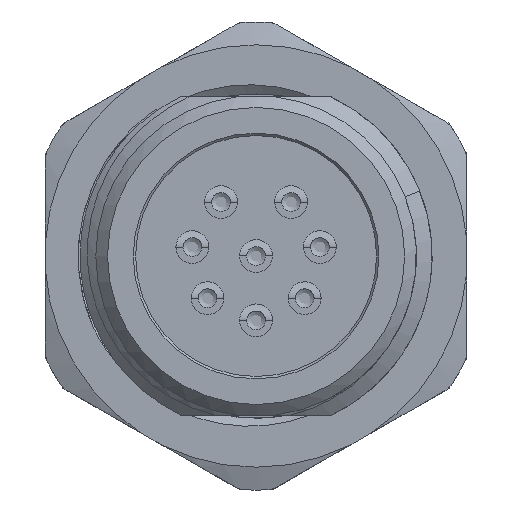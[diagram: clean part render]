
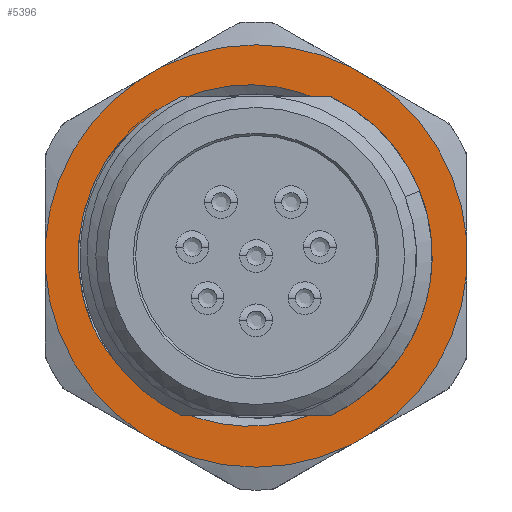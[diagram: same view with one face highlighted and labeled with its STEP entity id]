
A CAD part, left-side view. The second image highlights one B-rep face of the part: STEP entity #5396.
In plain terms, the highlighted planar face has unit normal (-1, 0, 0).
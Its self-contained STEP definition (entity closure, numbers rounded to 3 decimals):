
#357=PLANE('',#6085);
#466=B_SPLINE_CURVE_WITH_KNOTS('',3,(#20591,#20592,#20593,#20594,#20595,
#20596,#20597),.UNSPECIFIED.,.F.,.F.,(4,1,1,1,4),(0.,
0.004,0.009,0.013,0.017),
 .UNSPECIFIED.);
#467=B_SPLINE_CURVE_WITH_KNOTS('',3,(#20601,#20602,#20603,#20604,#20605,
#20606,#20607),.UNSPECIFIED.,.F.,.F.,(4,1,1,1,4),(0.,
0.004,0.009,0.013,0.017),
 .UNSPECIFIED.);
#689=LINE('',#20608,#896);
#690=LINE('',#20613,#897);
#691=LINE('',#20617,#898);
#692=LINE('',#20621,#899);
#693=LINE('',#20625,#900);
#694=LINE('',#20629,#901);
#896=VECTOR('',#7488,1000.);
#897=VECTOR('',#7491,1000.);
#898=VECTOR('',#7494,1000.);
#899=VECTOR('',#7497,1000.);
#900=VECTOR('',#7500,1000.);
#901=VECTOR('',#7503,1000.);
#2084=ORIENTED_EDGE('',*,*,#2900,.F.);
#2085=ORIENTED_EDGE('',*,*,#2901,.T.);
#2086=ORIENTED_EDGE('',*,*,#2902,.T.);
#2087=ORIENTED_EDGE('',*,*,#2903,.T.);
#2088=ORIENTED_EDGE('',*,*,#2904,.F.);
#2089=ORIENTED_EDGE('',*,*,#2905,.T.);
#2090=ORIENTED_EDGE('',*,*,#2906,.F.);
#2091=ORIENTED_EDGE('',*,*,#2907,.T.);
#2092=ORIENTED_EDGE('',*,*,#2908,.F.);
#2093=ORIENTED_EDGE('',*,*,#2909,.T.);
#2094=ORIENTED_EDGE('',*,*,#2910,.F.);
#2095=ORIENTED_EDGE('',*,*,#2911,.T.);
#2096=ORIENTED_EDGE('',*,*,#2912,.F.);
#2097=ORIENTED_EDGE('',*,*,#2913,.T.);
#2098=ORIENTED_EDGE('',*,*,#2914,.F.);
#2099=ORIENTED_EDGE('',*,*,#2915,.T.);
#2900=EDGE_CURVE('',#3461,#3462,#3809,.T.);
#2901=EDGE_CURVE('',#3461,#3463,#466,.T.);
#2902=EDGE_CURVE('',#3463,#3464,#3810,.F.);
#2903=EDGE_CURVE('',#3464,#3462,#467,.T.);
#2904=EDGE_CURVE('',#3465,#3466,#689,.T.);
#2905=EDGE_CURVE('',#3465,#3467,#3811,.F.);
#2906=EDGE_CURVE('',#3468,#3467,#690,.T.);
#2907=EDGE_CURVE('',#3468,#3469,#3812,.F.);
#2908=EDGE_CURVE('',#3470,#3469,#691,.T.);
#2909=EDGE_CURVE('',#3470,#3471,#3813,.F.);
#2910=EDGE_CURVE('',#3472,#3471,#692,.T.);
#2911=EDGE_CURVE('',#3472,#3473,#3814,.F.);
#2912=EDGE_CURVE('',#3474,#3473,#693,.T.);
#2913=EDGE_CURVE('',#3474,#3475,#3815,.F.);
#2914=EDGE_CURVE('',#3476,#3475,#694,.T.);
#2915=EDGE_CURVE('',#3476,#3466,#3816,.F.);
#3461=VERTEX_POINT('',#20589);
#3462=VERTEX_POINT('',#20590);
#3463=VERTEX_POINT('',#20598);
#3464=VERTEX_POINT('',#20600);
#3465=VERTEX_POINT('',#20609);
#3466=VERTEX_POINT('',#20610);
#3467=VERTEX_POINT('',#20612);
#3468=VERTEX_POINT('',#20614);
#3469=VERTEX_POINT('',#20616);
#3470=VERTEX_POINT('',#20618);
#3471=VERTEX_POINT('',#20620);
#3472=VERTEX_POINT('',#20622);
#3473=VERTEX_POINT('',#20624);
#3474=VERTEX_POINT('',#20626);
#3475=VERTEX_POINT('',#20628);
#3476=VERTEX_POINT('',#20630);
#3809=CIRCLE('',#6086,7.6);
#3810=CIRCLE('',#6087,6.93);
#3811=CIRCLE('',#6088,9.024);
#3812=CIRCLE('',#6089,9.024);
#3813=CIRCLE('',#6090,9.024);
#3814=CIRCLE('',#6091,9.024);
#3815=CIRCLE('',#6092,9.024);
#3816=CIRCLE('',#6093,9.024);
#4350=EDGE_LOOP('',(#2084,#2085,#2086,#2087));
#4351=EDGE_LOOP('',(#2088,#2089,#2090,#2091,#2092,#2093,#2094,#2095,#2096,
#2097,#2098,#2099));
#4909=FACE_BOUND('',#4350,.T.);
#4910=FACE_BOUND('',#4351,.T.);
#5396=ADVANCED_FACE('',(#4909,#4910),#357,.F.);
#6085=AXIS2_PLACEMENT_3D('',#20587,#7482,#7483);
#6086=AXIS2_PLACEMENT_3D('',#20588,#7484,#7485);
#6087=AXIS2_PLACEMENT_3D('',#20599,#7486,#7487);
#6088=AXIS2_PLACEMENT_3D('',#20611,#7489,#7490);
#6089=AXIS2_PLACEMENT_3D('',#20615,#7492,#7493);
#6090=AXIS2_PLACEMENT_3D('',#20619,#7495,#7496);
#6091=AXIS2_PLACEMENT_3D('',#20623,#7498,#7499);
#6092=AXIS2_PLACEMENT_3D('',#20627,#7501,#7502);
#6093=AXIS2_PLACEMENT_3D('',#20631,#7504,#7505);
#7482=DIRECTION('',(1.,0.,0.));
#7483=DIRECTION('',(0.,0.,-1.));
#7484=DIRECTION('',(-1.,0.,0.));
#7485=DIRECTION('',(0.,1.,0.));
#7486=DIRECTION('',(-1.,0.,0.));
#7487=DIRECTION('',(0.,0.,1.));
#7488=DIRECTION('',(0.,1.,0.));
#7489=DIRECTION('',(1.,0.,0.));
#7490=DIRECTION('',(0.,0.,-1.));
#7491=DIRECTION('',(0.,0.498,-0.867));
#7492=DIRECTION('',(1.,0.,0.));
#7493=DIRECTION('',(0.,0.,-1.));
#7494=DIRECTION('',(0.,-0.498,-0.867));
#7495=DIRECTION('',(1.,0.,0.));
#7496=DIRECTION('',(0.,0.,-1.));
#7497=DIRECTION('',(0.,-1.,0.));
#7498=DIRECTION('',(1.,0.,0.));
#7499=DIRECTION('',(0.,0.,-1.));
#7500=DIRECTION('',(0.,-0.497,0.868));
#7501=DIRECTION('',(1.,0.,0.));
#7502=DIRECTION('',(0.,0.,-1.));
#7503=DIRECTION('',(0.,0.497,0.868));
#7504=DIRECTION('',(1.,0.,0.));
#7505=DIRECTION('',(0.,0.,-1.));
#20587=CARTESIAN_POINT('',(-1.5,0.,0.));
#20588=CARTESIAN_POINT('',(-1.5,0.,0.));
#20589=CARTESIAN_POINT('',(-1.5,-4.081,6.411));
#20590=CARTESIAN_POINT('',(-1.5,3.02,6.974));
#20591=CARTESIAN_POINT('',(-1.5,-4.081,6.411));
#20592=CARTESIAN_POINT('',(-1.5,-5.265,5.593));
#20593=CARTESIAN_POINT('',(-1.5,-7.132,3.294));
#20594=CARTESIAN_POINT('',(-1.5,-7.622,-1.136));
#20595=CARTESIAN_POINT('',(-1.5,-5.55,-5.108));
#20596=CARTESIAN_POINT('',(-1.5,-2.928,-6.508));
#20597=CARTESIAN_POINT('',(-1.5,-1.511,-6.763));
#20598=CARTESIAN_POINT('',(-1.5,-1.511,-6.763));
#20599=CARTESIAN_POINT('',(-1.5,0.,0.));
#20600=CARTESIAN_POINT('',(-1.5,2.558,-6.441));
#20601=CARTESIAN_POINT('',(-1.5,2.558,-6.441));
#20602=CARTESIAN_POINT('',(-1.5,3.917,-5.964));
#20603=CARTESIAN_POINT('',(-1.5,6.29,-4.163));
#20604=CARTESIAN_POINT('',(-1.5,7.705,0.074));
#20605=CARTESIAN_POINT('',(-1.5,6.523,4.38));
#20606=CARTESIAN_POINT('',(-1.5,4.318,6.354));
#20607=CARTESIAN_POINT('',(-1.5,3.02,6.974));
#20608=CARTESIAN_POINT('',(-1.5,-4.376,-8.992));
#20609=CARTESIAN_POINT('',(-1.5,-0.764,-8.992));
#20610=CARTESIAN_POINT('',(-1.5,0.764,-8.992));
#20611=CARTESIAN_POINT('',(-1.5,0.,0.));
#20612=CARTESIAN_POINT('',(-1.5,-7.542,-4.955));
#20613=CARTESIAN_POINT('',(-1.5,-9.974,-0.725));
#20614=CARTESIAN_POINT('',(-1.5,-8.078,-4.024));
#20615=CARTESIAN_POINT('',(-1.5,0.,0.));
#20616=CARTESIAN_POINT('',(-1.5,-8.078,4.024));
#20617=CARTESIAN_POINT('',(-1.5,-5.646,8.254));
#20618=CARTESIAN_POINT('',(-1.5,-7.542,4.955));
#20619=CARTESIAN_POINT('',(-1.5,0.,0.));
#20620=CARTESIAN_POINT('',(-1.5,-0.537,9.008));
#20621=CARTESIAN_POINT('',(-1.5,4.342,9.008));
#20622=CARTESIAN_POINT('',(-1.5,0.537,9.008));
#20623=CARTESIAN_POINT('',(-1.5,0.,0.));
#20624=CARTESIAN_POINT('',(-1.5,7.551,4.941));
#20625=CARTESIAN_POINT('',(-1.5,9.975,0.706));
#20626=CARTESIAN_POINT('',(-1.5,8.085,4.008));
#20627=CARTESIAN_POINT('',(-1.5,0.,0.));
#20628=CARTESIAN_POINT('',(-1.5,8.085,-4.008));
#20629=CARTESIAN_POINT('',(-1.5,5.661,-8.243));
#20630=CARTESIAN_POINT('',(-1.5,7.551,-4.941));
#20631=CARTESIAN_POINT('',(-1.5,0.,0.));
